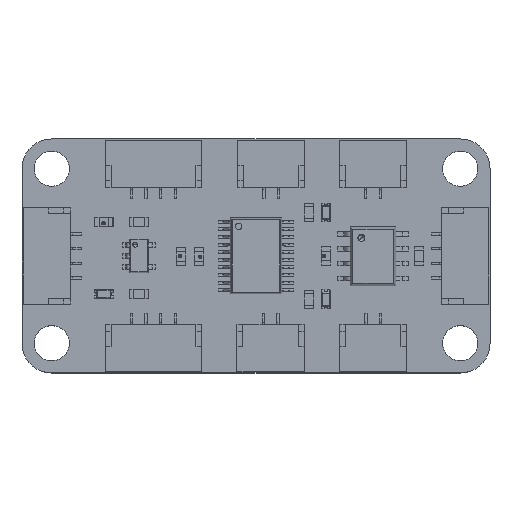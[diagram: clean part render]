
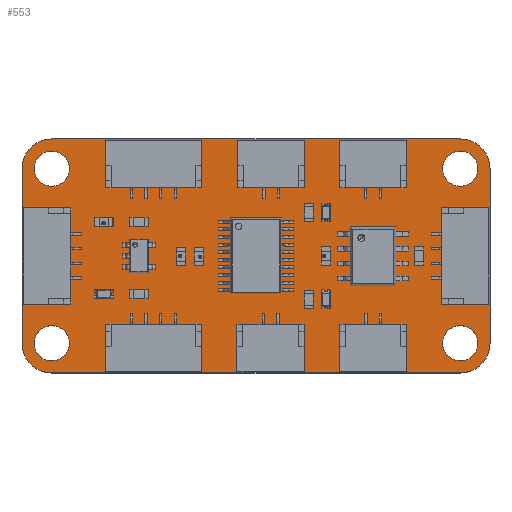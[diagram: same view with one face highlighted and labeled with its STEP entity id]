
A CAD part, top view. The second image highlights one B-rep face of the part: STEP entity #553.
In plain terms, the highlighted planar face has unit normal (0, 0, 1).
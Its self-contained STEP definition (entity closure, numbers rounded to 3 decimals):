
#144 = VERTEX_POINT('',#145);
#145 = CARTESIAN_POINT('',(25.4,27.94,1.691));
#151 = EDGE_CURVE('',#144,#152,#154,.T.);
#152 = VERTEX_POINT('',#153);
#153 = CARTESIAN_POINT('',(25.4,42.86,1.691));
#154 = LINE('',#155,#156);
#155 = CARTESIAN_POINT('',(25.4,27.94,1.691));
#156 = VECTOR('',#157,1.);
#157 = DIRECTION('',(0.,1.,0.));
#182 = EDGE_CURVE('',#152,#183,#185,.T.);
#183 = VERTEX_POINT('',#184);
#184 = CARTESIAN_POINT('',(27.94,45.4,1.691));
#185 = CIRCLE('',#186,2.54);
#186 = AXIS2_PLACEMENT_3D('',#187,#188,#189);
#187 = CARTESIAN_POINT('',(27.94,42.86,1.691));
#188 = DIRECTION('',(0.,0.,-1.));
#189 = DIRECTION('',(-1.,0.,0.));
#215 = EDGE_CURVE('',#183,#216,#218,.T.);
#216 = VERTEX_POINT('',#217);
#217 = CARTESIAN_POINT('',(62.86,45.4,1.691));
#218 = LINE('',#219,#220);
#219 = CARTESIAN_POINT('',(27.94,45.4,1.691));
#220 = VECTOR('',#221,1.);
#221 = DIRECTION('',(1.,0.,0.));
#246 = EDGE_CURVE('',#216,#247,#249,.T.);
#247 = VERTEX_POINT('',#248);
#248 = CARTESIAN_POINT('',(65.4,42.86,1.691));
#249 = CIRCLE('',#250,2.54);
#250 = AXIS2_PLACEMENT_3D('',#251,#252,#253);
#251 = CARTESIAN_POINT('',(62.86,42.86,1.691));
#252 = DIRECTION('',(0.,0.,-1.));
#253 = DIRECTION('',(0.,1.,0.));
#279 = EDGE_CURVE('',#247,#280,#282,.T.);
#280 = VERTEX_POINT('',#281);
#281 = CARTESIAN_POINT('',(65.4,27.94,1.691));
#282 = LINE('',#283,#284);
#283 = CARTESIAN_POINT('',(65.4,42.86,1.691));
#284 = VECTOR('',#285,1.);
#285 = DIRECTION('',(0.,-1.,0.));
#310 = EDGE_CURVE('',#280,#311,#313,.T.);
#311 = VERTEX_POINT('',#312);
#312 = CARTESIAN_POINT('',(62.86,25.4,1.691));
#313 = CIRCLE('',#314,2.54);
#314 = AXIS2_PLACEMENT_3D('',#315,#316,#317);
#315 = CARTESIAN_POINT('',(62.86,27.94,1.691));
#316 = DIRECTION('',(0.,0.,-1.));
#317 = DIRECTION('',(1.,0.,0.));
#343 = EDGE_CURVE('',#311,#344,#346,.T.);
#344 = VERTEX_POINT('',#345);
#345 = CARTESIAN_POINT('',(27.94,25.4,1.691));
#346 = LINE('',#347,#348);
#347 = CARTESIAN_POINT('',(62.86,25.4,1.691));
#348 = VECTOR('',#349,1.);
#349 = DIRECTION('',(-1.,0.,0.));
#374 = EDGE_CURVE('',#344,#144,#375,.T.);
#375 = CIRCLE('',#376,2.54);
#376 = AXIS2_PLACEMENT_3D('',#377,#378,#379);
#377 = CARTESIAN_POINT('',(27.94,27.94,1.691));
#378 = DIRECTION('',(0.,0.,-1.));
#379 = DIRECTION('',(0.,-1.,0.));
#400 = VERTEX_POINT('',#401);
#401 = CARTESIAN_POINT('',(29.44,27.94,1.691));
#407 = EDGE_CURVE('',#400,#400,#408,.T.);
#408 = CIRCLE('',#409,1.5);
#409 = AXIS2_PLACEMENT_3D('',#410,#411,#412);
#410 = CARTESIAN_POINT('',(27.94,27.94,1.691));
#411 = DIRECTION('',(0.,0.,1.));
#412 = DIRECTION('',(1.,0.,0.));
#433 = VERTEX_POINT('',#434);
#434 = CARTESIAN_POINT('',(29.44,42.86,1.691));
#440 = EDGE_CURVE('',#433,#433,#441,.T.);
#441 = CIRCLE('',#442,1.5);
#442 = AXIS2_PLACEMENT_3D('',#443,#444,#445);
#443 = CARTESIAN_POINT('',(27.94,42.86,1.691));
#444 = DIRECTION('',(0.,0.,1.));
#445 = DIRECTION('',(1.,0.,0.));
#466 = VERTEX_POINT('',#467);
#467 = CARTESIAN_POINT('',(64.36,27.94,1.691));
#473 = EDGE_CURVE('',#466,#466,#474,.T.);
#474 = CIRCLE('',#475,1.5);
#475 = AXIS2_PLACEMENT_3D('',#476,#477,#478);
#476 = CARTESIAN_POINT('',(62.86,27.94,1.691));
#477 = DIRECTION('',(0.,0.,1.));
#478 = DIRECTION('',(1.,0.,0.));
#499 = VERTEX_POINT('',#500);
#500 = CARTESIAN_POINT('',(64.36,42.86,1.691));
#506 = EDGE_CURVE('',#499,#499,#507,.T.);
#507 = CIRCLE('',#508,1.5);
#508 = AXIS2_PLACEMENT_3D('',#509,#510,#511);
#509 = CARTESIAN_POINT('',(62.86,42.86,1.691));
#510 = DIRECTION('',(0.,0.,1.));
#511 = DIRECTION('',(1.,0.,0.));
#553 = ADVANCED_FACE('',(#554,#564,#567,#570,#573),#576,.T.);
#554 = FACE_BOUND('',#555,.F.);
#555 = EDGE_LOOP('',(#556,#557,#558,#559,#560,#561,#562,#563));
#556 = ORIENTED_EDGE('',*,*,#151,.T.);
#557 = ORIENTED_EDGE('',*,*,#182,.T.);
#558 = ORIENTED_EDGE('',*,*,#215,.T.);
#559 = ORIENTED_EDGE('',*,*,#246,.T.);
#560 = ORIENTED_EDGE('',*,*,#279,.T.);
#561 = ORIENTED_EDGE('',*,*,#310,.T.);
#562 = ORIENTED_EDGE('',*,*,#343,.T.);
#563 = ORIENTED_EDGE('',*,*,#374,.T.);
#564 = FACE_BOUND('',#565,.T.);
#565 = EDGE_LOOP('',(#566));
#566 = ORIENTED_EDGE('',*,*,#407,.F.);
#567 = FACE_BOUND('',#568,.T.);
#568 = EDGE_LOOP('',(#569));
#569 = ORIENTED_EDGE('',*,*,#440,.F.);
#570 = FACE_BOUND('',#571,.T.);
#571 = EDGE_LOOP('',(#572));
#572 = ORIENTED_EDGE('',*,*,#473,.F.);
#573 = FACE_BOUND('',#574,.T.);
#574 = EDGE_LOOP('',(#575));
#575 = ORIENTED_EDGE('',*,*,#506,.F.);
#576 = PLANE('',#577);
#577 = AXIS2_PLACEMENT_3D('',#578,#579,#580);
#578 = CARTESIAN_POINT('',(25.4,27.94,1.691));
#579 = DIRECTION('',(0.,0.,1.));
#580 = DIRECTION('',(1.,0.,0.));
